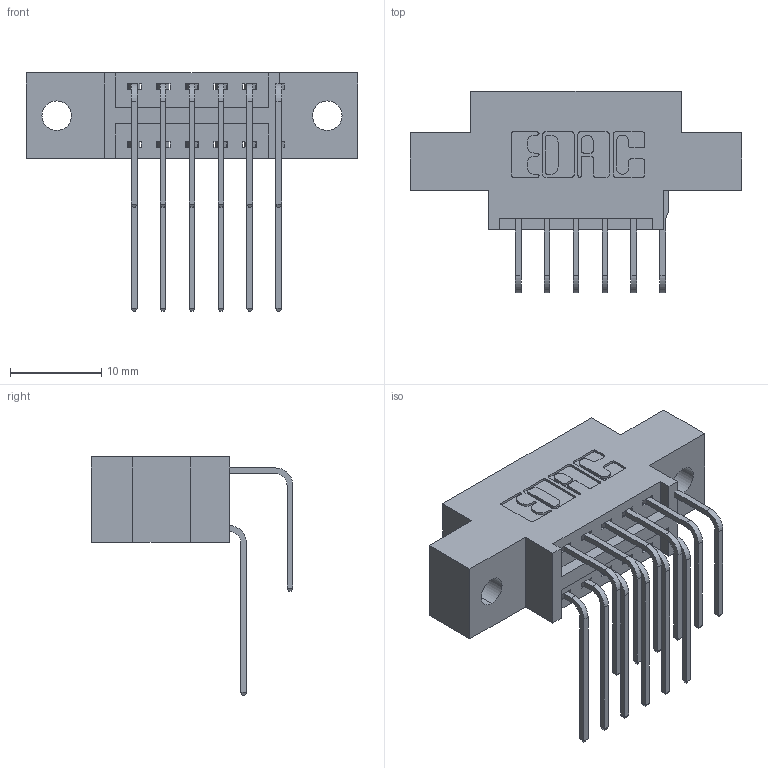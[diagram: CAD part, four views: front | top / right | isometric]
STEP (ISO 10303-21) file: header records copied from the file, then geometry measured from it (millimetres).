
FILE_DESCRIPTION (( 'STEP AP203' ), '1' );
FILE_NAME ('346-012-558-802.STEP', '2022-05-17T20:49:11', ( '' ), ( '' ), 'SwSTEP 2.0', 'SolidWorks 2020', '' );
FILE_SCHEMA (( 'CONFIG_CONTROL_DESIGN' ));
Length unit declared in the file: inch
Products named in the file (4): 346 Part_0.170 Offset - 0.128 Dia; 345-292-001_558 Tail - 2; 345-292-001_558 559 Tail - 1; 346-012-558-802
Assembly tree (13 placements, depth 2):
  346-012-558-802
    346 Part_0.170 Offset - 0.128 Dia
    345-292-001_558 559 Tail - 1  x6
    345-292-001_558 Tail - 2  x6
Bounding box: 36.45 x 22.16 x 26.16 mm (x, y, z)
Volume: 3162.8 mm3; surface area: 4112.2 mm2
Topology: 13 solids, 13 shells, 762 faces, 2231 edges, 1470 vertices
Faces by surface type: plane 514, cylinder 248
Entity records: 10227 total; most frequent: CARTESIAN_POINT 1781, ORIENTED_EDGE 1662, DIRECTION 1595, EDGE_CURVE 831, LINE 639, VECTOR 639, VERTEX_POINT 550, AXIS2_PLACEMENT_3D 478
